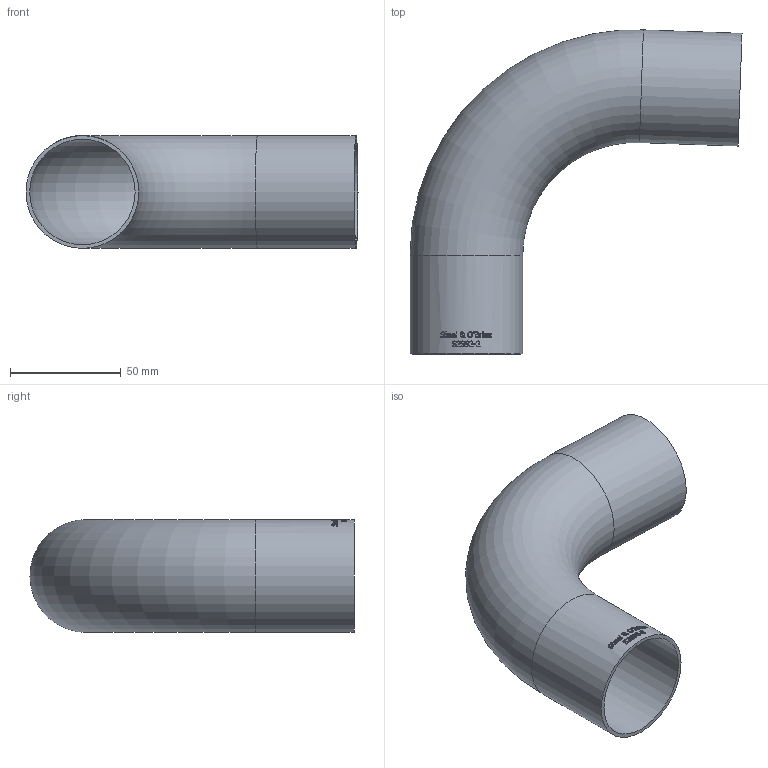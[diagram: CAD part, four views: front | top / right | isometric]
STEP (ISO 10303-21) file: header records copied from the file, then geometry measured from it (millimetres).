
FILE_DESCRIPTION(/* description */ (''),/* implementation_level */ '2;1');
FILE_NAME(/* name */ 'S2S92-2.stp',/* time_stamp */ '2018-11-27T16:07:59-05:00',/* author */ ('ken'),/* organization */ (''),/* preprocessor_version */ 'ST-DEVELOPER v15.2',/* originating_system */ 'Autodesk Inventor 2014',/* authorisation */ '');
FILE_SCHEMA (('AUTOMOTIVE_DESIGN { 1 0 10303 214 3 1 1 }'));
Length unit declared in the file: inch
Products named in the file (1): S2S92-2
Bounding box: 149.57 x 145.99 x 50.8 mm (x, y, z)
Volume: 53850.1 mm3; surface area: 65774.4 mm2
Topology: 1 solids, 1 shells, 353 faces, 959 edges, 638 vertices
Faces by surface type: bspline 203, plane 114, cylinder 34, torus 2
Full cylindrical faces by diameter (mm): 47.498 x2, 50.8 x2
Entity records: 14831 total; most frequent: CARTESIAN_POINT 7158, ORIENTED_EDGE 1906, DIRECTION 979, EDGE_CURVE 953, VERTEX_POINT 638, LINE 417, VECTOR 417, B_SPLINE_CURVE_WITH_KNOTS 406
